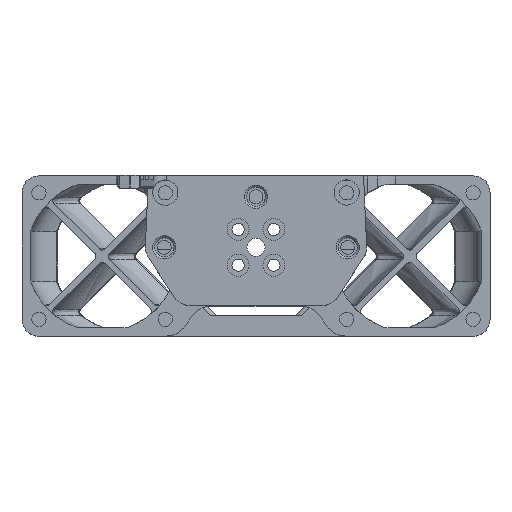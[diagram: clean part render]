
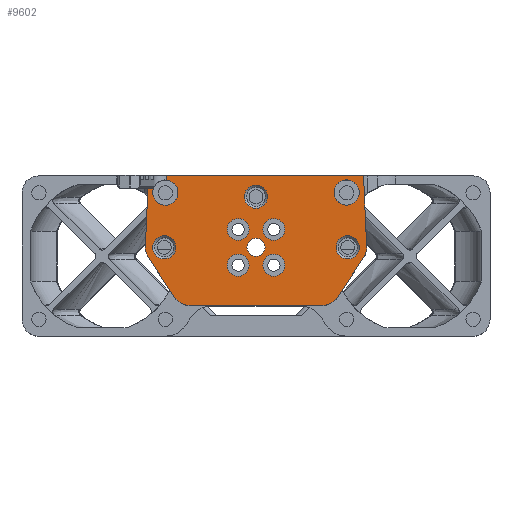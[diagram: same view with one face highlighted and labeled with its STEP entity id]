
A CAD part, top view. The second image highlights one B-rep face of the part: STEP entity #9602.
In plain terms, the highlighted planar face has unit normal (0, 0, 1).
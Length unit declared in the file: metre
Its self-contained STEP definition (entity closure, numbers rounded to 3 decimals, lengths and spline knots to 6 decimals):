
#1047=LINE('',#13352,#1550);
#1141=LINE('',#14029,#1644);
#1142=LINE('',#14033,#1645);
#1143=LINE('',#14037,#1646);
#1144=LINE('',#14041,#1647);
#1145=LINE('',#14045,#1648);
#1146=LINE('',#14049,#1649);
#1147=LINE('',#14053,#1650);
#1550=VECTOR('',#11086,1.);
#1644=VECTOR('',#11330,1.);
#1645=VECTOR('',#11333,1.);
#1646=VECTOR('',#11336,1.);
#1647=VECTOR('',#11339,1.);
#1648=VECTOR('',#11342,1.);
#1649=VECTOR('',#11345,1.);
#1650=VECTOR('',#11348,1.);
#2271=ORIENTED_EDGE('',*,*,#5275,.F.);
#2272=ORIENTED_EDGE('',*,*,#5276,.F.);
#2273=ORIENTED_EDGE('',*,*,#5277,.T.);
#2274=ORIENTED_EDGE('',*,*,#5278,.T.);
#2275=ORIENTED_EDGE('',*,*,#5279,.F.);
#2276=ORIENTED_EDGE('',*,*,#5280,.F.);
#2277=ORIENTED_EDGE('',*,*,#5281,.F.);
#2278=ORIENTED_EDGE('',*,*,#5282,.T.);
#2279=ORIENTED_EDGE('',*,*,#5283,.T.);
#2280=ORIENTED_EDGE('',*,*,#5087,.F.);
#2281=ORIENTED_EDGE('',*,*,#5284,.T.);
#2282=ORIENTED_EDGE('',*,*,#5285,.T.);
#2283=ORIENTED_EDGE('',*,*,#5286,.T.);
#2284=ORIENTED_EDGE('',*,*,#5287,.T.);
#2285=ORIENTED_EDGE('',*,*,#5288,.T.);
#2286=ORIENTED_EDGE('',*,*,#5289,.T.);
#2287=ORIENTED_EDGE('',*,*,#5290,.F.);
#2288=ORIENTED_EDGE('',*,*,#5291,.F.);
#2289=ORIENTED_EDGE('',*,*,#5292,.F.);
#2290=ORIENTED_EDGE('',*,*,#5293,.T.);
#2291=ORIENTED_EDGE('',*,*,#5294,.T.);
#2292=ORIENTED_EDGE('',*,*,#5295,.F.);
#2293=ORIENTED_EDGE('',*,*,#5296,.F.);
#5087=EDGE_CURVE('',#6595,#6596,#1047,.T.);
#5275=EDGE_CURVE('',#6773,#6773,#7605,.T.);
#5276=EDGE_CURVE('',#6774,#6774,#7606,.T.);
#5277=EDGE_CURVE('',#6775,#6775,#7607,.F.);
#5278=EDGE_CURVE('',#6776,#6776,#7608,.F.);
#5279=EDGE_CURVE('',#6777,#6777,#7609,.T.);
#5280=EDGE_CURVE('',#6778,#6778,#7610,.T.);
#5281=EDGE_CURVE('',#6779,#6779,#7611,.F.);
#5282=EDGE_CURVE('',#6780,#6780,#7612,.T.);
#5283=EDGE_CURVE('',#6781,#6781,#7613,.T.);
#5284=EDGE_CURVE('',#6595,#6782,#1141,.F.);
#5285=EDGE_CURVE('',#6782,#6783,#7614,.F.);
#5286=EDGE_CURVE('',#6783,#6784,#1142,.T.);
#5287=EDGE_CURVE('',#6784,#6785,#7615,.F.);
#5288=EDGE_CURVE('',#6785,#6786,#1143,.T.);
#5289=EDGE_CURVE('',#6786,#6787,#7616,.T.);
#5290=EDGE_CURVE('',#6788,#6787,#1144,.T.);
#5291=EDGE_CURVE('',#6789,#6788,#7617,.T.);
#5292=EDGE_CURVE('',#6790,#6789,#1145,.T.);
#5293=EDGE_CURVE('',#6790,#6791,#7618,.T.);
#5294=EDGE_CURVE('',#6791,#6792,#1146,.T.);
#5295=EDGE_CURVE('',#6793,#6792,#7619,.T.);
#5296=EDGE_CURVE('',#6596,#6793,#1147,.T.);
#6595=VERTEX_POINT('',#13351);
#6596=VERTEX_POINT('',#13353);
#6773=VERTEX_POINT('',#14012);
#6774=VERTEX_POINT('',#14014);
#6775=VERTEX_POINT('',#14016);
#6776=VERTEX_POINT('',#14018);
#6777=VERTEX_POINT('',#14020);
#6778=VERTEX_POINT('',#14022);
#6779=VERTEX_POINT('',#14024);
#6780=VERTEX_POINT('',#14026);
#6781=VERTEX_POINT('',#14028);
#6782=VERTEX_POINT('',#14030);
#6783=VERTEX_POINT('',#14032);
#6784=VERTEX_POINT('',#14034);
#6785=VERTEX_POINT('',#14036);
#6786=VERTEX_POINT('',#14038);
#6787=VERTEX_POINT('',#14040);
#6788=VERTEX_POINT('',#14042);
#6789=VERTEX_POINT('',#14044);
#6790=VERTEX_POINT('',#14046);
#6791=VERTEX_POINT('',#14048);
#6792=VERTEX_POINT('',#14050);
#6793=VERTEX_POINT('',#14052);
#7605=CIRCLE('',#10271,0.003);
#7606=CIRCLE('',#10272,0.00215);
#7607=CIRCLE('',#10273,0.00275);
#7608=CIRCLE('',#10274,0.00275);
#7609=CIRCLE('',#10275,0.0026);
#7610=CIRCLE('',#10276,0.0026);
#7611=CIRCLE('',#10277,0.00275);
#7612=CIRCLE('',#10278,0.0026);
#7613=CIRCLE('',#10279,0.0026);
#7614=CIRCLE('',#10280,0.003);
#7615=CIRCLE('',#10281,0.0005);
#7616=CIRCLE('',#10282,0.0045);
#7617=CIRCLE('',#10283,0.005);
#7618=CIRCLE('',#10284,0.005);
#7619=CIRCLE('',#10285,0.0045);
#8027=EDGE_LOOP('',(#2271));
#8028=EDGE_LOOP('',(#2272));
#8029=EDGE_LOOP('',(#2273));
#8030=EDGE_LOOP('',(#2274));
#8031=EDGE_LOOP('',(#2275));
#8032=EDGE_LOOP('',(#2276));
#8033=EDGE_LOOP('',(#2277));
#8034=EDGE_LOOP('',(#2278));
#8035=EDGE_LOOP('',(#2279));
#8036=EDGE_LOOP('',(#2280,#2281,#2282,#2283,#2284,#2285,#2286,#2287,#2288,
#2289,#2290,#2291,#2292,#2293));
#8758=FACE_BOUND('',#8027,.T.);
#8759=FACE_BOUND('',#8028,.T.);
#8760=FACE_BOUND('',#8029,.T.);
#8761=FACE_BOUND('',#8030,.T.);
#8762=FACE_BOUND('',#8031,.T.);
#8763=FACE_BOUND('',#8032,.T.);
#8764=FACE_BOUND('',#8033,.T.);
#8765=FACE_BOUND('',#8034,.T.);
#8766=FACE_BOUND('',#8035,.T.);
#8767=FACE_BOUND('',#8036,.T.);
#9461=PLANE('',#10270);
#9602=ADVANCED_FACE('',(#8758,#8759,#8760,#8761,#8762,#8763,#8764,#8765,
#8766,#8767),#9461,.T.);
#10270=AXIS2_PLACEMENT_3D('',#14010,#11310,#11311);
#10271=AXIS2_PLACEMENT_3D('',#14011,#11312,#11313);
#10272=AXIS2_PLACEMENT_3D('',#14013,#11314,#11315);
#10273=AXIS2_PLACEMENT_3D('',#14015,#11316,#11317);
#10274=AXIS2_PLACEMENT_3D('',#14017,#11318,#11319);
#10275=AXIS2_PLACEMENT_3D('',#14019,#11320,#11321);
#10276=AXIS2_PLACEMENT_3D('',#14021,#11322,#11323);
#10277=AXIS2_PLACEMENT_3D('',#14023,#11324,#11325);
#10278=AXIS2_PLACEMENT_3D('',#14025,#11326,#11327);
#10279=AXIS2_PLACEMENT_3D('',#14027,#11328,#11329);
#10280=AXIS2_PLACEMENT_3D('',#14031,#11331,#11332);
#10281=AXIS2_PLACEMENT_3D('',#14035,#11334,#11335);
#10282=AXIS2_PLACEMENT_3D('',#14039,#11337,#11338);
#10283=AXIS2_PLACEMENT_3D('',#14043,#11340,#11341);
#10284=AXIS2_PLACEMENT_3D('',#14047,#11343,#11344);
#10285=AXIS2_PLACEMENT_3D('',#14051,#11346,#11347);
#11086=DIRECTION('',(1.,0.,0.));
#11310=DIRECTION('',(0.,0.,1.));
#11311=DIRECTION('',(1.,0.,0.));
#11312=DIRECTION('',(0.,0.,1.));
#11313=DIRECTION('',(1.,0.,0.));
#11314=DIRECTION('',(0.,0.,1.));
#11315=DIRECTION('',(1.,0.,0.));
#11316=DIRECTION('',(0.,0.,1.));
#11317=DIRECTION('',(1.,0.,0.));
#11318=DIRECTION('',(0.,0.,1.));
#11319=DIRECTION('',(1.,0.,0.));
#11320=DIRECTION('',(0.,0.,1.));
#11321=DIRECTION('',(1.,0.,0.));
#11322=DIRECTION('',(0.,0.,1.));
#11323=DIRECTION('',(1.,0.,0.));
#11324=DIRECTION('',(0.,0.,-1.));
#11325=DIRECTION('',(-1.,0.,0.));
#11326=DIRECTION('',(0.,0.,-1.));
#11327=DIRECTION('',(-1.,0.,0.));
#11328=DIRECTION('',(0.,0.,-1.));
#11329=DIRECTION('',(-1.,0.,0.));
#11330=DIRECTION('',(0.,1.,0.));
#11331=DIRECTION('',(0.,0.,1.));
#11332=DIRECTION('',(1.,0.,0.));
#11333=DIRECTION('',(-1.,0.,0.));
#11334=DIRECTION('',(0.,0.,1.));
#11335=DIRECTION('',(1.,0.,0.));
#11336=DIRECTION('',(-0.044,-0.999,0.));
#11337=DIRECTION('',(0.,0.,1.));
#11338=DIRECTION('',(-1.,0.,0.));
#11339=DIRECTION('',(-0.551,0.834,0.));
#11340=DIRECTION('',(0.,0.,-1.));
#11341=DIRECTION('',(-1.,0.,0.));
#11342=DIRECTION('',(-1.,0.,0.));
#11343=DIRECTION('',(0.,0.,1.));
#11344=DIRECTION('',(1.,0.,0.));
#11345=DIRECTION('',(0.551,0.834,0.));
#11346=DIRECTION('',(0.,0.,-1.));
#11347=DIRECTION('',(1.,0.,0.));
#11348=DIRECTION('',(0.044,-0.999,0.));
#13351=CARTESIAN_POINT('',(-0.021248,0.,0.));
#13352=CARTESIAN_POINT('',(0.,0.,0.));
#13353=CARTESIAN_POINT('',(0.0255,0.,0.));
#14010=CARTESIAN_POINT('',(0.,-0.004,0.));
#14011=CARTESIAN_POINT('',(0.0215,-0.004,0.));
#14012=CARTESIAN_POINT('',(0.0245,-0.004,0.));
#14013=CARTESIAN_POINT('',(0.,-0.017,0.));
#14014=CARTESIAN_POINT('',(0.00215,-0.017,0.));
#14015=CARTESIAN_POINT('',(0.,-0.005,0.));
#14016=CARTESIAN_POINT('',(0.00275,-0.005,0.));
#14017=CARTESIAN_POINT('',(0.02175,-0.017,0.));
#14018=CARTESIAN_POINT('',(0.0245,-0.017,0.));
#14019=CARTESIAN_POINT('',(0.004243,-0.021243,0.));
#14020=CARTESIAN_POINT('',(0.006843,-0.021243,0.));
#14021=CARTESIAN_POINT('',(0.004243,-0.012757,0.));
#14022=CARTESIAN_POINT('',(0.006843,-0.012757,0.));
#14023=CARTESIAN_POINT('',(-0.02175,-0.017,0.));
#14024=CARTESIAN_POINT('',(-0.0245,-0.017,0.));
#14025=CARTESIAN_POINT('',(-0.004243,-0.021243,0.));
#14026=CARTESIAN_POINT('',(-0.006843,-0.021243,0.));
#14027=CARTESIAN_POINT('',(-0.004243,-0.012757,0.));
#14028=CARTESIAN_POINT('',(-0.006843,-0.012757,0.));
#14029=CARTESIAN_POINT('',(-0.021248,-0.002034,0.));
#14030=CARTESIAN_POINT('',(-0.021248,-0.001011,0.));
#14031=CARTESIAN_POINT('',(-0.0215,-0.004,0.));
#14032=CARTESIAN_POINT('',(-0.024328,-0.003,0.));
#14033=CARTESIAN_POINT('',(0.,-0.003,0.));
#14034=CARTESIAN_POINT('',(-0.026156,-0.003,0.));
#14035=CARTESIAN_POINT('',(-0.026156,-0.0035,0.));
#14036=CARTESIAN_POINT('',(-0.025656,-0.003522,0.));
#14037=CARTESIAN_POINT('',(-0.025873,-0.0084,0.));
#14038=CARTESIAN_POINT('',(-0.026246,-0.0168,0.));
#14039=CARTESIAN_POINT('',(-0.02175,-0.017,0.));
#14040=CARTESIAN_POINT('',(-0.025505,-0.01948,0.));
#14041=CARTESIAN_POINT('',(-0.022494,-0.024039,0.));
#14042=CARTESIAN_POINT('',(-0.019482,-0.028598,0.));
#14043=CARTESIAN_POINT('',(-0.01531,-0.025843,0.));
#14044=CARTESIAN_POINT('',(-0.01531,-0.030843,0.));
#14045=CARTESIAN_POINT('',(-0.007655,-0.030843,0.));
#14046=CARTESIAN_POINT('',(0.01531,-0.030843,0.));
#14047=CARTESIAN_POINT('',(0.01531,-0.025843,0.));
#14048=CARTESIAN_POINT('',(0.019482,-0.028598,0.));
#14049=CARTESIAN_POINT('',(0.022494,-0.024039,0.));
#14050=CARTESIAN_POINT('',(0.025505,-0.01948,0.));
#14051=CARTESIAN_POINT('',(0.02175,-0.017,0.));
#14052=CARTESIAN_POINT('',(0.026246,-0.0168,0.));
#14053=CARTESIAN_POINT('',(0.025873,-0.0084,0.));
